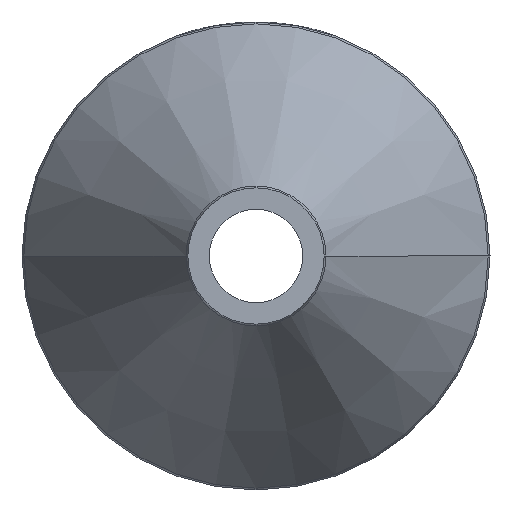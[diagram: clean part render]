
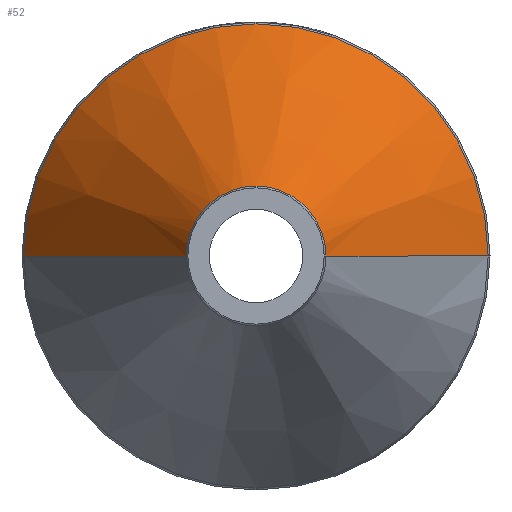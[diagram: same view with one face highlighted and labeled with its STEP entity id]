
A CAD part, left-side view. The second image highlights one B-rep face of the part: STEP entity #52.
In plain terms, the highlighted conical face has half-angle 30.134 degrees and reference radius 3.526 mm.
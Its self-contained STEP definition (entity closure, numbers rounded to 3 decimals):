
#52=ADVANCED_FACE('',(#112),#113,.T.);
#112=FACE_OUTER_BOUND('',#225,.T.);
#113=CONICAL_SURFACE('',#226,3.526,0.526);
#225=EDGE_LOOP('',(#374,#375,#376,#377,#378,#379));
#226=AXIS2_PLACEMENT_3D('',#380,#381,#382);
#374=ORIENTED_EDGE('',*,*,#767,.F.);
#375=ORIENTED_EDGE('',*,*,#768,.T.);
#376=ORIENTED_EDGE('',*,*,#769,.T.);
#377=ORIENTED_EDGE('',*,*,#770,.F.);
#378=ORIENTED_EDGE('',*,*,#771,.F.);
#379=ORIENTED_EDGE('',*,*,#764,.F.);
#380=CARTESIAN_POINT('',(-19.33,0.,0.0));
#381=DIRECTION('',(1.0,0.,0.0));
#382=DIRECTION('',(0.,1.0,0.0));
#764=EDGE_CURVE('',#915,#917,#918,.T.);
#767=EDGE_CURVE('',#921,#915,#922,.T.);
#768=EDGE_CURVE('',#921,#923,#924,.T.);
#769=EDGE_CURVE('',#923,#925,#926,.T.);
#770=EDGE_CURVE('',#927,#925,#928,.T.);
#771=EDGE_CURVE('',#917,#927,#929,.T.);
#915=VERTEX_POINT('',#1205);
#917=VERTEX_POINT('',#1207);
#918=CIRCLE('',#1208,5.418);
#921=VERTEX_POINT('',#1211);
#922=LINE('',#1212,#1213);
#923=VERTEX_POINT('',#1214);
#924=CIRCLE('',#1215,1.633);
#925=VERTEX_POINT('',#1216);
#926=CIRCLE('',#1217,1.633);
#927=VERTEX_POINT('',#1218);
#928=LINE('',#1219,#1220);
#929=CIRCLE('',#1221,5.418);
#1205=CARTESIAN_POINT('',(-16.069,5.418,0.0));
#1207=CARTESIAN_POINT('',(-16.069,0.,5.418));
#1208=AXIS2_PLACEMENT_3D('',#1481,#1482,#1483);
#1211=CARTESIAN_POINT('',(-22.591,1.633,0.0));
#1212=CARTESIAN_POINT('',(-19.33,3.526,0.));
#1213=VECTOR('',#1490,1.0);
#1214=CARTESIAN_POINT('',(-22.591,0.,1.633));
#1215=AXIS2_PLACEMENT_3D('',#1491,#1492,#1493);
#1216=CARTESIAN_POINT('',(-22.591,-1.633,0.));
#1217=AXIS2_PLACEMENT_3D('',#1494,#1495,#1496);
#1218=CARTESIAN_POINT('',(-16.069,-5.418,0.));
#1219=CARTESIAN_POINT('',(-19.33,-3.526,0.));
#1220=VECTOR('',#1497,1.0);
#1221=AXIS2_PLACEMENT_3D('',#1498,#1499,#1500);
#1481=CARTESIAN_POINT('',(-16.069,0.,0.0));
#1482=DIRECTION('',(1.0,0.,0.0));
#1483=DIRECTION('',(0.,1.0,0.0));
#1490=DIRECTION('',(0.865,0.502,0.));
#1491=CARTESIAN_POINT('',(-22.591,0.,0.0));
#1492=DIRECTION('',(1.0,0.,0.0));
#1493=DIRECTION('',(0.,1.0,0.0));
#1494=CARTESIAN_POINT('',(-22.591,0.,0.0));
#1495=DIRECTION('',(1.0,0.,0.0));
#1496=DIRECTION('',(0.,1.0,0.0));
#1497=DIRECTION('',(-0.865,0.502,0.));
#1498=CARTESIAN_POINT('',(-16.069,0.,0.0));
#1499=DIRECTION('',(1.0,0.,0.0));
#1500=DIRECTION('',(0.,1.0,0.0));
